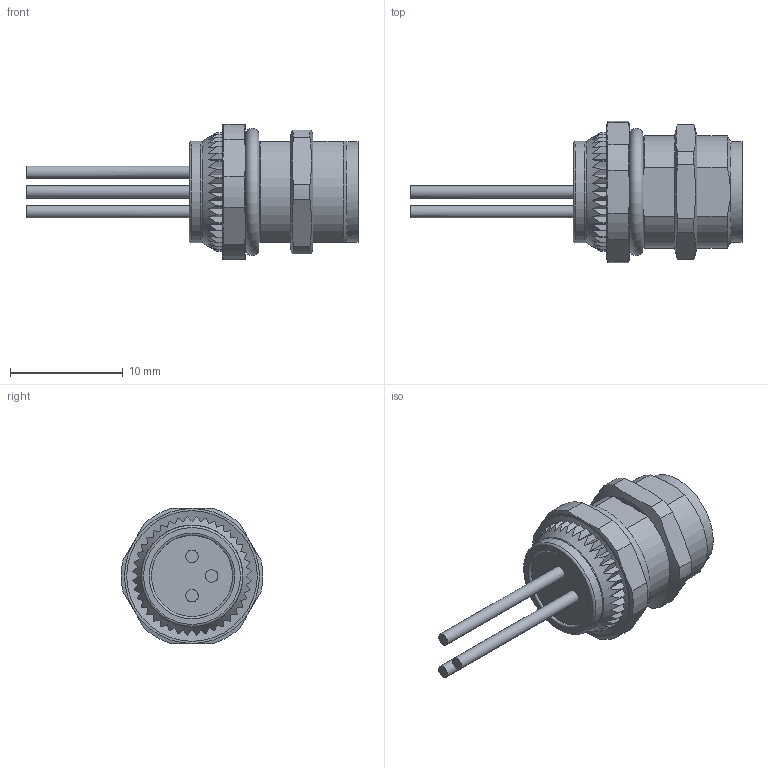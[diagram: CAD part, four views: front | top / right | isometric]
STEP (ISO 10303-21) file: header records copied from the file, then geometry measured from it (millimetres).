
FILE_DESCRIPTION(/* description */ (''),/* implementation_level */ '2;1');
FILE_NAME(/* name */ '09-3418-86-03_bg.stp',/* time_stamp */ '2010-07-29T10:16:18+02:00',/* author */ (''),/* organization */ (''),/* preprocessor_version */ 'ST-DEVELOPER v11',/* originating_system */ 'UGS - NX 5.0',/* authorisation */ '');
FILE_SCHEMA (('CONFIG_CONTROL_DESIGN'));
Length unit declared in the file: millimetre
Products named in the file (1): kborE8ABb49a
Bounding box: 29.5 x 12.57 x 12 mm (x, y, z)
Volume: 1198.8 mm3; surface area: 1519.5 mm2
Topology: 4 solids, 4 shells, 221 faces, 606 edges, 401 vertices
Faces by surface type: plane 107, cylinder 67, cone 27, torus 8, extrusion 6, bspline 6
Full cylindrical faces by diameter (mm): 1.05 x3, 1.1 x3, 5.65 x1, 7.1 x1, 8.1 x1, 8.9 x2, 9 x1, 9.188 x1
Entity records: 7288 total; most frequent: CARTESIAN_POINT 2199, ORIENTED_EDGE 1088, DIRECTION 910, EDGE_CURVE 544, VERTEX_POINT 381, AXIS2_PLACEMENT_3D 378, EDGE_LOOP 268, B_SPLINE_CURVE_WITH_KNOTS 234
